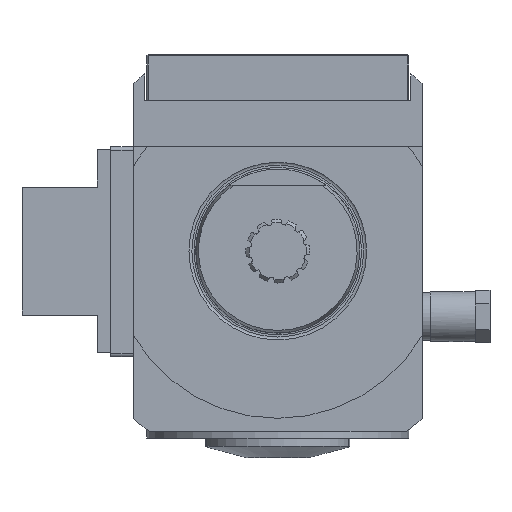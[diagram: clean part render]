
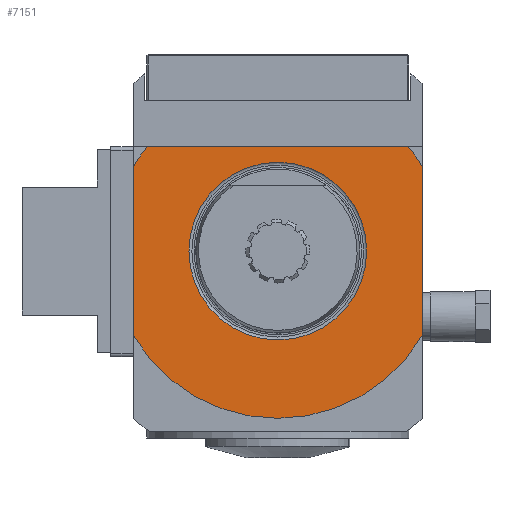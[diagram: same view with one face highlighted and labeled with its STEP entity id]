
A CAD part, front view. The second image highlights one B-rep face of the part: STEP entity #7151.
In plain terms, the highlighted planar face has unit normal (0, -1, 0).
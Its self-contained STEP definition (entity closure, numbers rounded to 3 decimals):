
#178 = DIRECTION ( 'NONE',  ( 0., 0., -1. ) ) ;
#590 = ORIENTED_EDGE ( 'NONE', *, *, #27875, .F. ) ;
#916 = ORIENTED_EDGE ( 'NONE', *, *, #7112, .F. ) ;
#1403 = CARTESIAN_POINT ( 'NONE',  ( 0., -1., 0. ) ) ;
#1641 = CARTESIAN_POINT ( 'NONE',  ( -44., -1., 0. ) ) ;
#1728 = DIRECTION ( 'NONE',  ( 1., 0., 0. ) ) ;
#1765 = VECTOR ( 'NONE', #21311, 1000. ) ;
#1838 = EDGE_CURVE ( 'NONE', #8217, #4337, #31141, .T. ) ;
#3049 = CARTESIAN_POINT ( 'NONE',  ( 0., -1., 0. ) ) ;
#3749 = CIRCLE ( 'NONE', #24893, 51. ) ;
#3864 = VERTEX_POINT ( 'NONE', #20343 ) ;
#4296 = EDGE_LOOP ( 'NONE', ( #25137, #15752, #11603, #24182, #25065, #916 ) ) ;
#4337 = VERTEX_POINT ( 'NONE', #11250 ) ;
#5262 = CARTESIAN_POINT ( 'NONE',  ( -44., -1., 25.788 ) ) ;
#6403 = DIRECTION ( 'NONE',  ( 1., 0., 0. ) ) ;
#6654 = VECTOR ( 'NONE', #178, 1000. ) ;
#7112 = EDGE_CURVE ( 'NONE', #10450, #3864, #26992, .T. ) ;
#7151 = ADVANCED_FACE ( 'Defeature completata1_333', ( #14540, #16983 ), #14869, .F. ) ;
#7295 = DIRECTION ( 'NONE',  ( 1., 0., 0. ) ) ;
#7882 = CARTESIAN_POINT ( 'NONE',  ( 44., -1., 25.788 ) ) ;
#8217 = VERTEX_POINT ( 'NONE', #5262 ) ;
#9441 = CARTESIAN_POINT ( 'NONE',  ( -39.711, -1., 32. ) ) ;
#9449 = CARTESIAN_POINT ( 'NONE',  ( 0., -1., 0. ) ) ;
#10028 = DIRECTION ( 'NONE',  ( 0., 1., 0. ) ) ;
#10147 = DIRECTION ( 'NONE',  ( 0., 1., 0. ) ) ;
#10230 = CIRCLE ( 'NONE', #29307, 51. ) ;
#10450 = VERTEX_POINT ( 'NONE', #7882 ) ;
#11091 = EDGE_CURVE ( 'NONE', #24560, #16311, #11630, .T. ) ;
#11250 = CARTESIAN_POINT ( 'NONE',  ( -44., -1., -25.788 ) ) ;
#11603 = ORIENTED_EDGE ( 'NONE', *, *, #15344, .F. ) ;
#11630 = LINE ( 'NONE', #11802, #15788 ) ;
#11802 = CARTESIAN_POINT ( 'NONE',  ( -27.15, -1., 32. ) ) ;
#12281 = DIRECTION ( 'NONE',  ( -1., 0., 0. ) ) ;
#12450 = DIRECTION ( 'NONE',  ( 0., -1., 0. ) ) ;
#14540 = FACE_OUTER_BOUND ( 'NONE', #4296, .T. ) ;
#14869 = PLANE ( 'NONE',  #21063 ) ;
#15145 = DIRECTION ( 'NONE',  ( 1., 0., 0. ) ) ;
#15344 = EDGE_CURVE ( 'NONE', #8217, #16311, #3749, .T. ) ;
#15752 = ORIENTED_EDGE ( 'NONE', *, *, #11091, .T. ) ;
#15788 = VECTOR ( 'NONE', #12281, 1000. ) ;
#16311 = VERTEX_POINT ( 'NONE', #9441 ) ;
#16983 = FACE_BOUND ( 'NONE', #29381, .T. ) ;
#17255 = AXIS2_PLACEMENT_3D ( 'NONE', #3049, #10147, #15145 ) ;
#17464 = CARTESIAN_POINT ( 'NONE',  ( 44., -1., 0. ) ) ;
#19241 = VERTEX_POINT ( 'NONE', #26347 ) ;
#19764 = EDGE_CURVE ( 'NONE', #3864, #4337, #10230, .T. ) ;
#20343 = CARTESIAN_POINT ( 'NONE',  ( 44., -1., -25.788 ) ) ;
#21063 = AXIS2_PLACEMENT_3D ( 'NONE', #22283, #10028, #7295 ) ;
#21311 = DIRECTION ( 'NONE',  ( 0., 0., -1. ) ) ;
#21891 = CIRCLE ( 'NONE', #17255, 51. ) ;
#22255 = CARTESIAN_POINT ( 'NONE',  ( 39.711, -1., 32. ) ) ;
#22280 = DIRECTION ( 'NONE',  ( -1., 0., 0. ) ) ;
#22283 = CARTESIAN_POINT ( 'NONE',  ( -27.15, -1., 0. ) ) ;
#24182 = ORIENTED_EDGE ( 'NONE', *, *, #1838, .T. ) ;
#24560 = VERTEX_POINT ( 'NONE', #22255 ) ;
#24689 = EDGE_CURVE ( 'NONE', #24560, #10450, #21891, .T. ) ;
#24724 = CARTESIAN_POINT ( 'NONE',  ( 0., -1., 0. ) ) ;
#24893 = AXIS2_PLACEMENT_3D ( 'NONE', #9449, #29142, #6403 ) ;
#25065 = ORIENTED_EDGE ( 'NONE', *, *, #19764, .F. ) ;
#25137 = ORIENTED_EDGE ( 'NONE', *, *, #24689, .F. ) ;
#26347 = CARTESIAN_POINT ( 'NONE',  ( -27.095, -1., 0. ) ) ;
#26599 = DIRECTION ( 'NONE',  ( 0., 1., 0. ) ) ;
#26992 = LINE ( 'NONE', #17464, #6654 ) ;
#27875 = EDGE_CURVE ( 'NONE', #19241, #19241, #28850, .T. ) ;
#28850 = CIRCLE ( 'NONE', #29392, 27.095 ) ;
#29142 = DIRECTION ( 'NONE',  ( 0., 1., 0. ) ) ;
#29307 = AXIS2_PLACEMENT_3D ( 'NONE', #1403, #26599, #1728 ) ;
#29381 = EDGE_LOOP ( 'NONE', ( #590 ) ) ;
#29392 = AXIS2_PLACEMENT_3D ( 'NONE', #24724, #12450, #22280 ) ;
#31141 = LINE ( 'NONE', #1641, #1765 ) ;
